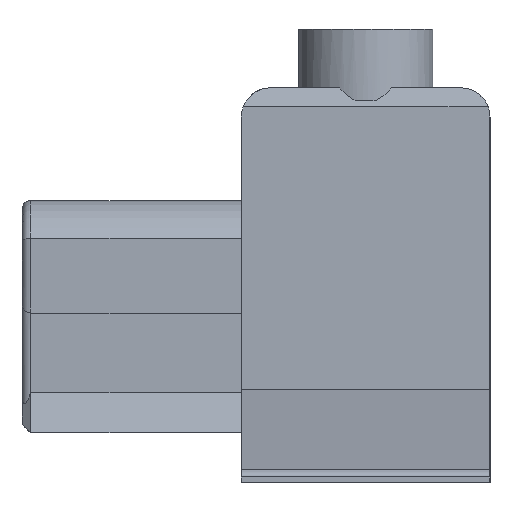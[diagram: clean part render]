
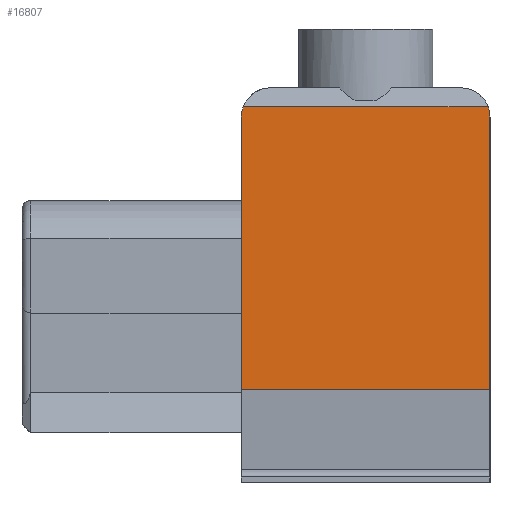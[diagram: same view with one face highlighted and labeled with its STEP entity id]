
A CAD part, left-side view. The second image highlights one B-rep face of the part: STEP entity #16807.
In plain terms, the highlighted planar face has unit normal (-1, 0, 0).
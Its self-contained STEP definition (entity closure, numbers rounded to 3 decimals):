
#553=CIRCLE('',#17688,1.);
#554=CIRCLE('',#17689,1.);
#1642=ORIENTED_EDGE('',*,*,#4420,.F.);
#1643=ORIENTED_EDGE('',*,*,#5201,.T.);
#1644=ORIENTED_EDGE('',*,*,#4551,.T.);
#1645=ORIENTED_EDGE('',*,*,#5202,.T.);
#1646=ORIENTED_EDGE('',*,*,#5203,.F.);
#1647=ORIENTED_EDGE('',*,*,#5204,.T.);
#4420=EDGE_CURVE('',#6234,#6235,#7393,.T.);
#4551=EDGE_CURVE('',#6366,#6365,#7504,.T.);
#5201=EDGE_CURVE('',#6234,#6366,#7991,.T.);
#5202=EDGE_CURVE('',#6365,#6944,#553,.T.);
#5203=EDGE_CURVE('',#6945,#6944,#7992,.T.);
#5204=EDGE_CURVE('',#6945,#6235,#554,.T.);
#6234=VERTEX_POINT('',#22300);
#6235=VERTEX_POINT('',#22302);
#6365=VERTEX_POINT('',#22563);
#6366=VERTEX_POINT('',#22565);
#6944=VERTEX_POINT('',#23903);
#6945=VERTEX_POINT('',#23905);
#7393=LINE('',#22301,#8728);
#7504=LINE('',#22564,#8839);
#7991=LINE('',#23901,#9326);
#7992=LINE('',#23904,#9327);
#8728=VECTOR('',#18626,1000.);
#8839=VECTOR('',#18779,1000.);
#9326=VECTOR('',#19810,1000.);
#9327=VECTOR('',#19813,1000.);
#10156=EDGE_LOOP('',(#1642,#1643,#1644,#1645,#1646,#1647));
#10894=FACE_BOUND('',#10156,.T.);
#11590=PLANE('',#17687);
#16807=ADVANCED_FACE('',(#10894),#11590,.T.);
#17687=AXIS2_PLACEMENT_3D('',#23900,#19808,#19809);
#17688=AXIS2_PLACEMENT_3D('',#23902,#19811,#19812);
#17689=AXIS2_PLACEMENT_3D('',#23906,#19814,#19815);
#18626=DIRECTION('',(0.,0.,1.));
#18779=DIRECTION('',(0.,0.,1.));
#19808=DIRECTION('',(-1.,0.,0.));
#19809=DIRECTION('',(0.,0.,1.));
#19810=DIRECTION('',(0.,-1.,0.));
#19811=DIRECTION('',(-1.,0.,0.));
#19812=DIRECTION('',(0.,0.,1.));
#19813=DIRECTION('',(0.,-1.,0.));
#19814=DIRECTION('',(-1.,0.,0.));
#19815=DIRECTION('',(0.,0.,1.));
#22300=CARTESIAN_POINT('',(-22.5,4.25,-3.));
#22301=CARTESIAN_POINT('',(-22.5,4.25,-6.2));
#22302=CARTESIAN_POINT('',(-22.5,4.25,6.3));
#22563=CARTESIAN_POINT('',(-22.5,-4.25,6.3));
#22564=CARTESIAN_POINT('',(-22.5,-4.25,-6.2));
#22565=CARTESIAN_POINT('',(-22.5,-4.25,-3.));
#23900=CARTESIAN_POINT('',(-22.5,-4.25,-6.2));
#23901=CARTESIAN_POINT('',(-22.5,44.321,-3.));
#23902=CARTESIAN_POINT('',(-22.5,-3.25,6.3));
#23903=CARTESIAN_POINT('',(-22.5,-4.187,6.65));
#23904=CARTESIAN_POINT('',(-22.5,4.25,6.65));
#23905=CARTESIAN_POINT('',(-22.5,4.187,6.65));
#23906=CARTESIAN_POINT('',(-22.5,3.25,6.3));
